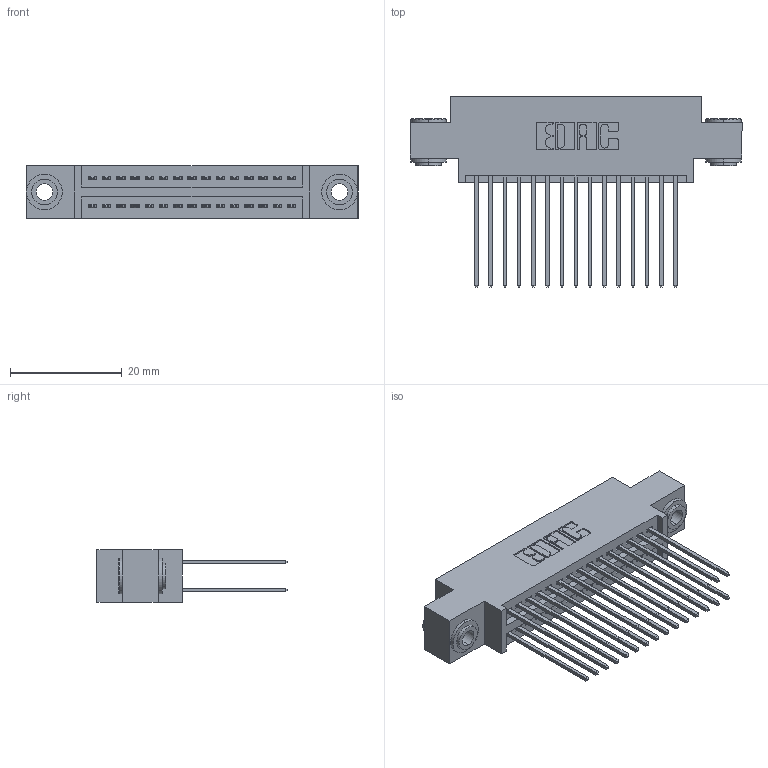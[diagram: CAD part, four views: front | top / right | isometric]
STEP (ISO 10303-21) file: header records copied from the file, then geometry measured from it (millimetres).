
FILE_DESCRIPTION (( 'STEP AP203' ), '1' );
FILE_NAME ('345-030-541-803.STEP', '2018-08-23T06:05:52', ( '' ), ( '' ), 'SwSTEP 2.0', 'SolidWorks 2016', '' );
FILE_SCHEMA (( 'CONFIG_CONTROL_DESIGN' ));
Length unit declared in the file: inch
Products named in the file (4): 345-030-541-803; 345 Part_0.170 Offset - 0.156 Dia-TH; 345-292-001_345-293-141; 345-250-002_345-250-002-102
Assembly tree (33 placements, depth 2):
  345-030-541-803
    345 Part_0.170 Offset - 0.156 Dia-TH
    345-292-001_345-293-141  x30
    345-250-002_345-250-002-102  x2
Bounding box: 59.31 x 33.96 x 9.4 mm (x, y, z)
Volume: 5588.8 mm3; surface area: 8895.8 mm2
Topology: 33 solids, 33 shells, 1668 faces, 4899 edges, 3222 vertices
Faces by surface type: plane 1084, cylinder 576, cone 8
Entity records: 16204 total; most frequent: CARTESIAN_POINT 2719, ORIENTED_EDGE 2646, DIRECTION 2461, EDGE_CURVE 1323, VECTOR 1107, LINE 1107, VERTEX_POINT 878, AXIS2_PLACEMENT_3D 677
